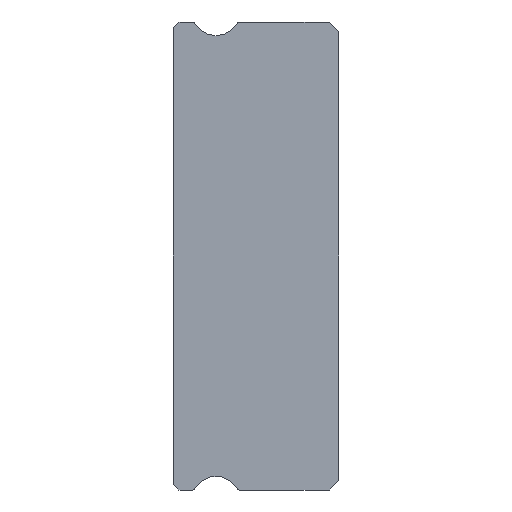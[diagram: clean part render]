
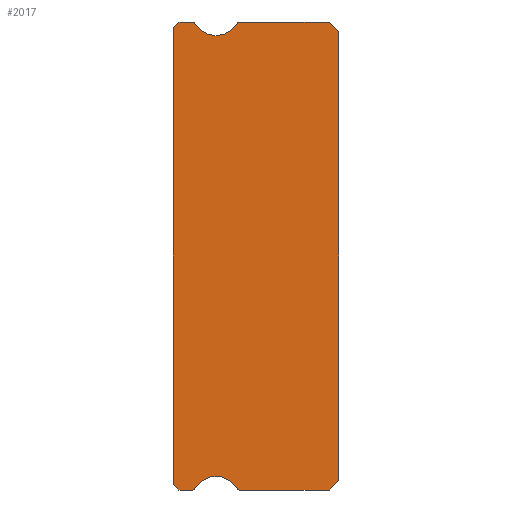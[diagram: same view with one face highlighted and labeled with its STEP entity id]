
A CAD part, left-side view. The second image highlights one B-rep face of the part: STEP entity #2017.
In plain terms, the highlighted planar face has unit normal (-1, 0, 0).
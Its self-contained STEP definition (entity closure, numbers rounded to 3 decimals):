
#90 = VERTEX_POINT ( 'NONE', #6293 ) ;
#129 = DIRECTION ( 'NONE',  ( 1., 0., 0. ) ) ;
#130 = DIRECTION ( 'NONE',  ( 1., 0., 0. ) ) ;
#134 = CARTESIAN_POINT ( 'NONE',  ( -20., 7.383, 11.925 ) ) ;
#238 = CARTESIAN_POINT ( 'NONE',  ( -20., 6.3, -12.55 ) ) ;
#246 = VERTEX_POINT ( 'NONE', #982 ) ;
#259 = AXIS2_PLACEMENT_3D ( 'NONE', #4645, #130, #2119 ) ;
#303 = ORIENTED_EDGE ( 'NONE', *, *, #5461, .F. ) ;
#327 = ORIENTED_EDGE ( 'NONE', *, *, #347, .F. ) ;
#347 = EDGE_CURVE ( 'NONE', #1580, #90, #3032, .T. ) ;
#429 = AXIS2_PLACEMENT_3D ( 'NONE', #5345, #609, #4688 ) ;
#444 = DIRECTION ( 'NONE',  ( 1., 0., 0. ) ) ;
#461 = DIRECTION ( 'NONE',  ( 0., 0., -1. ) ) ;
#563 = AXIS2_PLACEMENT_3D ( 'NONE', #2055, #4874, #461 ) ;
#609 = DIRECTION ( 'NONE',  ( 1., 0., 0. ) ) ;
#617 = EDGE_CURVE ( 'NONE', #6233, #2244, #5315, .T. ) ;
#643 = DIRECTION ( 'NONE',  ( -1., 0., 0. ) ) ;
#652 = ORIENTED_EDGE ( 'NONE', *, *, #1473, .T. ) ;
#659 = DIRECTION ( 'NONE',  ( 0., -0.707, -0.707 ) ) ;
#663 = EDGE_LOOP ( 'NONE', ( #2673, #2762, #652, #988, #4740, #3412, #303, #2439, #6363, #4750, #4455, #327, #3858, #5781, #825, #4162, #5448 ) ) ;
#779 = DIRECTION ( 'NONE',  ( 0., 0., -1. ) ) ;
#825 = ORIENTED_EDGE ( 'NONE', *, *, #5716, .F. ) ;
#856 = CARTESIAN_POINT ( 'NONE',  ( -20., 0., -11.5 ) ) ;
#863 = VECTOR ( 'NONE', #3680, 1000. ) ;
#982 = CARTESIAN_POINT ( 'NONE',  ( -20., 7.512, 12. ) ) ;
#988 = ORIENTED_EDGE ( 'NONE', *, *, #5386, .F. ) ;
#1055 = DIRECTION ( 'NONE',  ( 0., -0.707, -0.707 ) ) ;
#1161 = LINE ( 'NONE', #5105, #2089 ) ;
#1194 = CARTESIAN_POINT ( 'NONE',  ( -20., 7.383, -11.925 ) ) ;
#1440 = VERTEX_POINT ( 'NONE', #5745 ) ;
#1441 = AXIS2_PLACEMENT_3D ( 'NONE', #238, #643, #2718 ) ;
#1473 = EDGE_CURVE ( 'NONE', #6370, #3514, #4365, .T. ) ;
#1513 = LINE ( 'NONE', #4042, #1719 ) ;
#1580 = VERTEX_POINT ( 'NONE', #4197 ) ;
#1686 = VECTOR ( 'NONE', #2641, 1000. ) ;
#1719 = VECTOR ( 'NONE', #3501, 1000. ) ;
#1763 = LINE ( 'NONE', #5224, #1969 ) ;
#1771 = EDGE_CURVE ( 'NONE', #2696, #6370, #4977, .T. ) ;
#1818 = CARTESIAN_POINT ( 'NONE',  ( -20., 8.2, 12. ) ) ;
#1837 = VERTEX_POINT ( 'NONE', #5472 ) ;
#1949 = EDGE_CURVE ( 'NONE', #3254, #1580, #2137, .T. ) ;
#1969 = VECTOR ( 'NONE', #5256, 1000. ) ;
#1982 = CARTESIAN_POINT ( 'NONE',  ( -20., 6.3, 11.3 ) ) ;
#1989 = DIRECTION ( 'NONE',  ( -1., 0., 0. ) ) ;
#2017 = ADVANCED_FACE ( 'NONE', ( #2118 ), #4188, .F. ) ;
#2022 = DIRECTION ( 'NONE',  ( 0., 0., -1. ) ) ;
#2039 = CARTESIAN_POINT ( 'NONE',  ( -20., 8.2, -12. ) ) ;
#2055 = CARTESIAN_POINT ( 'NONE',  ( -20., 6.3, 12.55 ) ) ;
#2089 = VECTOR ( 'NONE', #659, 1000. ) ;
#2104 = EDGE_CURVE ( 'NONE', #246, #4761, #6061, .T. ) ;
#2118 = FACE_OUTER_BOUND ( 'NONE', #663, .T. ) ;
#2119 = DIRECTION ( 'NONE',  ( 0., 0., -1. ) ) ;
#2137 = CIRCLE ( 'NONE', #2763, 1.25 ) ;
#2244 = VERTEX_POINT ( 'NONE', #2910 ) ;
#2245 = EDGE_CURVE ( 'NONE', #5735, #3254, #5504, .T. ) ;
#2281 = DIRECTION ( 'NONE',  ( 1., 0., 0. ) ) ;
#2319 = EDGE_CURVE ( 'NONE', #2696, #2367, #4160, .T. ) ;
#2326 = CARTESIAN_POINT ( 'NONE',  ( -20., 8.2, -12. ) ) ;
#2367 = VERTEX_POINT ( 'NONE', #6099 ) ;
#2389 = DIRECTION ( 'NONE',  ( 0., 0.707, -0.707 ) ) ;
#2439 = ORIENTED_EDGE ( 'NONE', *, *, #2851, .F. ) ;
#2489 = VECTOR ( 'NONE', #4557, 1000. ) ;
#2641 = DIRECTION ( 'NONE',  ( 0., 1., 0. ) ) ;
#2673 = ORIENTED_EDGE ( 'NONE', *, *, #2319, .F. ) ;
#2696 = VERTEX_POINT ( 'NONE', #4985 ) ;
#2701 = EDGE_CURVE ( 'NONE', #1440, #5167, #3570, .T. ) ;
#2718 = DIRECTION ( 'NONE',  ( 0., 0., -1. ) ) ;
#2762 = ORIENTED_EDGE ( 'NONE', *, *, #1771, .T. ) ;
#2763 = AXIS2_PLACEMENT_3D ( 'NONE', #5931, #1989, #2022 ) ;
#2851 = EDGE_CURVE ( 'NONE', #1440, #5376, #3389, .T. ) ;
#2898 = CIRCLE ( 'NONE', #1441, 1.25 ) ;
#2910 = CARTESIAN_POINT ( 'NONE',  ( -20., 5.217, -11.925 ) ) ;
#3032 = CIRCLE ( 'NONE', #259, 0.15 ) ;
#3162 = LINE ( 'NONE', #5089, #2489 ) ;
#3254 = VERTEX_POINT ( 'NONE', #1982 ) ;
#3358 = AXIS2_PLACEMENT_3D ( 'NONE', #5987, #444, #5862 ) ;
#3389 = LINE ( 'NONE', #856, #4004 ) ;
#3412 = ORIENTED_EDGE ( 'NONE', *, *, #617, .F. ) ;
#3501 = DIRECTION ( 'NONE',  ( 0., -1., 0. ) ) ;
#3514 = VERTEX_POINT ( 'NONE', #5363 ) ;
#3570 = LINE ( 'NONE', #6055, #5305 ) ;
#3587 = AXIS2_PLACEMENT_3D ( 'NONE', #4547, #129, #6095 ) ;
#3680 = DIRECTION ( 'NONE',  ( 0., 0., 1. ) ) ;
#3829 = AXIS2_PLACEMENT_3D ( 'NONE', #5052, #2281, #779 ) ;
#3858 = ORIENTED_EDGE ( 'NONE', *, *, #1949, .F. ) ;
#4004 = VECTOR ( 'NONE', #2389, 1000. ) ;
#4042 = CARTESIAN_POINT ( 'NONE',  ( -20., 7.512, 12. ) ) ;
#4066 = EDGE_CURVE ( 'NONE', #90, #1837, #1513, .T. ) ;
#4160 = LINE ( 'NONE', #4714, #863 ) ;
#4162 = ORIENTED_EDGE ( 'NONE', *, *, #2104, .T. ) ;
#4188 = PLANE ( 'NONE',  #3587 ) ;
#4197 = CARTESIAN_POINT ( 'NONE',  ( -20., 5.217, 11.925 ) ) ;
#4365 = LINE ( 'NONE', #5355, #4610 ) ;
#4455 = ORIENTED_EDGE ( 'NONE', *, *, #4066, .F. ) ;
#4526 = CARTESIAN_POINT ( 'NONE',  ( -20., 5.088, -12. ) ) ;
#4528 = CARTESIAN_POINT ( 'NONE',  ( -20., 0., 11.5 ) ) ;
#4547 = CARTESIAN_POINT ( 'NONE',  ( -20., 7.512, 11.85 ) ) ;
#4557 = DIRECTION ( 'NONE',  ( 0., 1., 0. ) ) ;
#4610 = VECTOR ( 'NONE', #6332, 1000. ) ;
#4645 = CARTESIAN_POINT ( 'NONE',  ( -20., 5.088, 11.85 ) ) ;
#4688 = DIRECTION ( 'NONE',  ( 0., 0., -1. ) ) ;
#4714 = CARTESIAN_POINT ( 'NONE',  ( -20., 8.5, 11.85 ) ) ;
#4740 = ORIENTED_EDGE ( 'NONE', *, *, #5417, .F. ) ;
#4750 = ORIENTED_EDGE ( 'NONE', *, *, #4923, .F. ) ;
#4761 = VERTEX_POINT ( 'NONE', #1818 ) ;
#4858 = CARTESIAN_POINT ( 'NONE',  ( -20., 0.5, -12. ) ) ;
#4874 = DIRECTION ( 'NONE',  ( -1., 0., 0. ) ) ;
#4923 = EDGE_CURVE ( 'NONE', #1837, #5167, #1161, .T. ) ;
#4965 = CIRCLE ( 'NONE', #3829, 0.15 ) ;
#4977 = LINE ( 'NONE', #2039, #5841 ) ;
#4985 = CARTESIAN_POINT ( 'NONE',  ( -20., 8.5, -11.7 ) ) ;
#5025 = VERTEX_POINT ( 'NONE', #1194 ) ;
#5052 = CARTESIAN_POINT ( 'NONE',  ( -20., 7.512, 11.85 ) ) ;
#5089 = CARTESIAN_POINT ( 'NONE',  ( -20., 7.512, -12. ) ) ;
#5105 = CARTESIAN_POINT ( 'NONE',  ( -20., 0.5, 12. ) ) ;
#5167 = VERTEX_POINT ( 'NONE', #4528 ) ;
#5224 = CARTESIAN_POINT ( 'NONE',  ( -20., 8.5, 11.7 ) ) ;
#5256 = DIRECTION ( 'NONE',  ( 0., 0.707, -0.707 ) ) ;
#5265 = CIRCLE ( 'NONE', #429, 0.15 ) ;
#5305 = VECTOR ( 'NONE', #5527, 1000. ) ;
#5315 = CIRCLE ( 'NONE', #3358, 0.15 ) ;
#5345 = CARTESIAN_POINT ( 'NONE',  ( -20., 7.512, -11.85 ) ) ;
#5355 = CARTESIAN_POINT ( 'NONE',  ( -20., 7.512, -12. ) ) ;
#5363 = CARTESIAN_POINT ( 'NONE',  ( -20., 7.512, -12. ) ) ;
#5376 = VERTEX_POINT ( 'NONE', #4858 ) ;
#5386 = EDGE_CURVE ( 'NONE', #5025, #3514, #5265, .T. ) ;
#5417 = EDGE_CURVE ( 'NONE', #2244, #5025, #2898, .T. ) ;
#5448 = ORIENTED_EDGE ( 'NONE', *, *, #5624, .T. ) ;
#5461 = EDGE_CURVE ( 'NONE', #5376, #6233, #3162, .T. ) ;
#5472 = CARTESIAN_POINT ( 'NONE',  ( -20., 0.5, 12. ) ) ;
#5504 = CIRCLE ( 'NONE', #563, 1.25 ) ;
#5527 = DIRECTION ( 'NONE',  ( 0., 0., 1. ) ) ;
#5565 = CARTESIAN_POINT ( 'NONE',  ( -20., 8.2, 12. ) ) ;
#5624 = EDGE_CURVE ( 'NONE', #4761, #2367, #1763, .T. ) ;
#5716 = EDGE_CURVE ( 'NONE', #246, #5735, #4965, .T. ) ;
#5735 = VERTEX_POINT ( 'NONE', #134 ) ;
#5745 = CARTESIAN_POINT ( 'NONE',  ( -20., 0., -11.5 ) ) ;
#5781 = ORIENTED_EDGE ( 'NONE', *, *, #2245, .F. ) ;
#5841 = VECTOR ( 'NONE', #1055, 1000. ) ;
#5862 = DIRECTION ( 'NONE',  ( 0., 0., -1. ) ) ;
#5931 = CARTESIAN_POINT ( 'NONE',  ( -20., 6.3, 12.55 ) ) ;
#5987 = CARTESIAN_POINT ( 'NONE',  ( -20., 5.088, -11.85 ) ) ;
#6055 = CARTESIAN_POINT ( 'NONE',  ( -20., 0., 11.5 ) ) ;
#6061 = LINE ( 'NONE', #5565, #1686 ) ;
#6095 = DIRECTION ( 'NONE',  ( 0., 0., -1. ) ) ;
#6099 = CARTESIAN_POINT ( 'NONE',  ( -20., 8.5, 11.7 ) ) ;
#6233 = VERTEX_POINT ( 'NONE', #4526 ) ;
#6293 = CARTESIAN_POINT ( 'NONE',  ( -20., 5.088, 12. ) ) ;
#6332 = DIRECTION ( 'NONE',  ( 0., -1., 0. ) ) ;
#6363 = ORIENTED_EDGE ( 'NONE', *, *, #2701, .T. ) ;
#6370 = VERTEX_POINT ( 'NONE', #2326 ) ;
